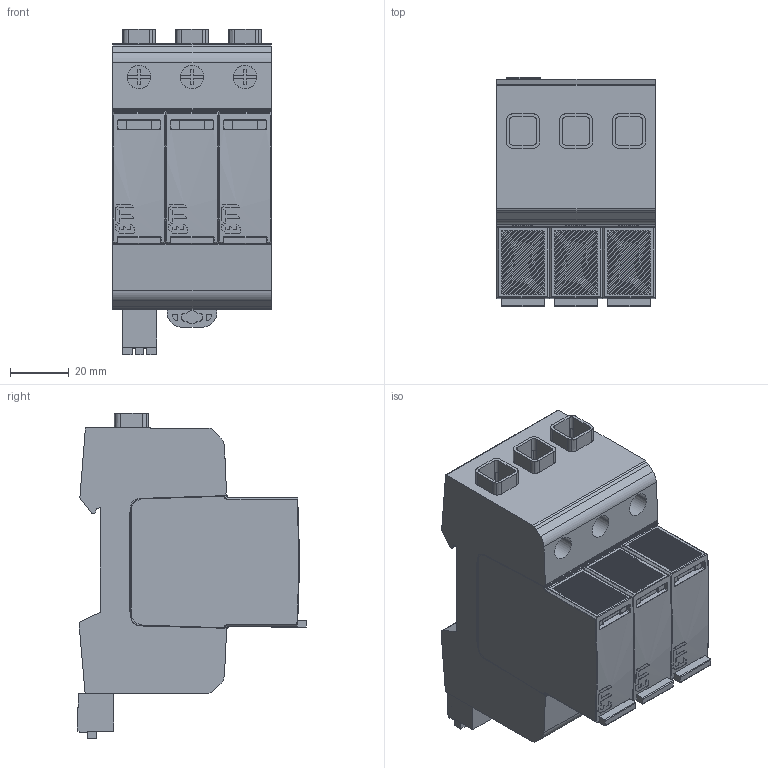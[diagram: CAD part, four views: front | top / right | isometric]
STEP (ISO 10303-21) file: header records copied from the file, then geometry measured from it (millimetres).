
FILE_DESCRIPTION((''),'2;1');
FILE_NAME('ETIMAT_ML_30_ASM_1_ASM_1_ASM','2022-01-05T11:31:46',('marketing.praksa'),('Audax d.o.o.'),'CREO PARAMETRIC BY PTC INC, 2021304','CREO PARAMETRIC BY PTC INC, 2021304','');
FILE_SCHEMA(('AP242_MANAGED_MODEL_BASED_3D_ENGINEERING_MIM_LF { 1 0 10303 442 1 1 4 }'));
Length unit declared in the file: millimetre
Products named in the file (20): IZ59_A569_MOD_ETITEC_ML_T123__1; PRT0018_1_1_1; PRT0019_1_1_1_1; PRT0019_1_2_1_1; PRT0019_1_3_1_1; PRT0019_1_ASM_1_ASM_1_ASM; PRT9567_1_1; ETITEC_ML_MODU_ASM_1_ASM_1_ASM__ASM; PRT0020_1_1; PRT0021_1_1; PRT0022_1_1; VIJA_ASM_1_ASM_1_ASM; PRT0017_1_2_1_1; PRT0017_1_1_1_1_1; RC_WHH_1_1_1_1; RC_WHH_1_2_1_1; RC_WHH_1_3_1_1; RC_WHH_1_ASM_1_ASM_1_ASM; IZ59_0661_ETITEC_M_T2_PV_1500_2; ETIMAT_ML_30_ASM_1_ASM_1_ASM
Assembly tree (21 placements, depth 4):
  ETIMAT_ML_30_ASM_1_ASM_1_ASM
    ETITEC_ML_MODU_ASM_1_ASM_1_ASM__ASM  x3
      IZ59_A569_MOD_ETITEC_ML_T123__1
      PRT0018_1_1_1
      PRT0019_1_ASM_1_ASM_1_ASM
        PRT0019_1_1_1_1
        PRT0019_1_2_1_1
        PRT0019_1_3_1_1
      PRT9567_1_1
    VIJA_ASM_1_ASM_1_ASM
      PRT0020_1_1
      PRT0021_1_1
      PRT0022_1_1
    PRT0017_1_2_1_1
    PRT0017_1_1_1_1_1
    RC_WHH_1_ASM_1_ASM_1_ASM
      RC_WHH_1_1_1_1
      RC_WHH_1_2_1_1
      RC_WHH_1_3_1_1
    IZ59_0661_ETITEC_M_T2_PV_1500_2
Bounding box: 54 x 77.85 x 110.6 mm (x, y, z)
Volume: 276916 mm3; surface area: 68871.8 mm2
Topology: 27 solids, 33 shells, 2029 faces, 5682 edges, 3836 vertices
Faces by surface type: plane 1023, cylinder 769, bspline 75, torus 66, sphere 51, extrusion 33, cone 12
Entity records: 40267 total; most frequent: CARTESIAN_POINT 8589, ORIENTED_EDGE 4966, DIRECTION 4837, EDGE_CURVE 2483, AXIS2_PLACEMENT_3D 1698, VERTEX_POINT 1692, PRESENTATION_STYLE_ASSIGNMENT 1607, STYLED_ITEM 1607
